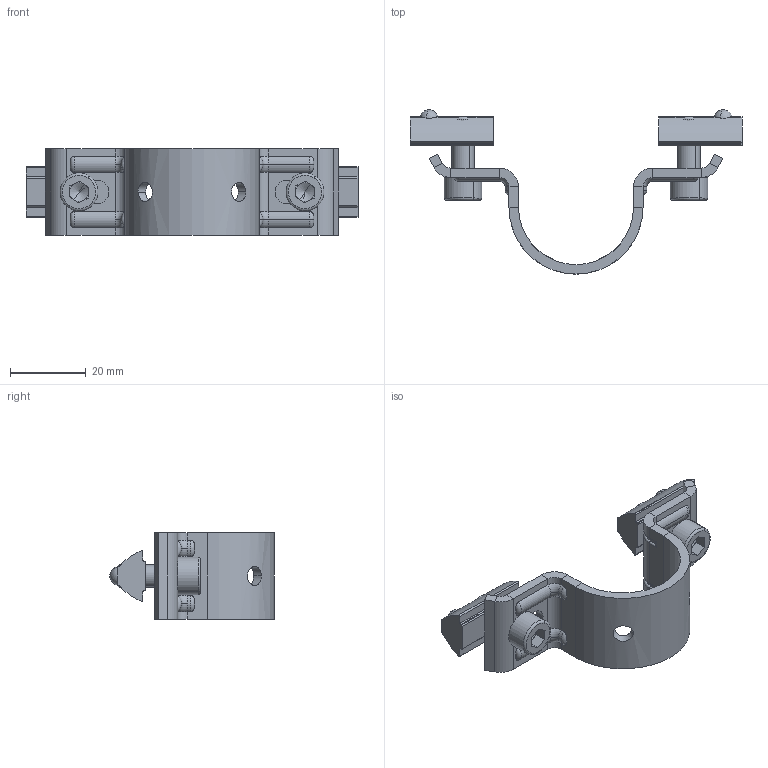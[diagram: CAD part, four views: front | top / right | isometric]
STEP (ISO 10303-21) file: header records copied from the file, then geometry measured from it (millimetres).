
FILE_DESCRIPTION (( 'STEP AP214' ), '1' );
FILE_NAME ('02_3D_Step_Files099RV30HS01.step', '2023-03-25T08:12:12', ( '' ), ( '' ), 'SwSTEP 2.0', 'SolidWorks 2022', '' );
FILE_SCHEMA (( 'AUTOMOTIVE_DESIGN' ));
Length unit declared in the file: millimetre
Products named in the file (7): 02_3D_Step_Files099RV30HS01; 09633_-A-TAB_096336-102794; 099RV30HR03; 09633_R0_-A-TAB_096336R01; 340me007_340ME007; cap screw ISO 4762 M6x16_ISO 4762 M6; 340me023_340ME023
Assembly tree (8 placements, depth 3):
  02_3D_Step_Files099RV30HS01
    099RV30HR03
    cap screw ISO 4762 M6x16_ISO 4762 M6  x2
    09633_-A-TAB_096336-102794  x2
      09633_R0_-A-TAB_096336R01
      340me023_340ME023
      340me007_340ME007
Bounding box: 87.65 x 43.4 x 22.8 mm (x, y, z)
Volume: 10657.8 mm3; surface area: 9661.6 mm2
Topology: 9 solids, 9 shells, 284 faces, 688 edges, 412 vertices
Faces by surface type: cylinder 108, plane 104, torus 48, cone 12, bspline 8, sphere 4
Entity records: 7859 total; most frequent: CARTESIAN_POINT 2673, DIRECTION 1065, ORIENTED_EDGE 1002, EDGE_CURVE 501, AXIS2_PLACEMENT_3D 405, VERTEX_POINT 297, LINE 255, VECTOR 255
